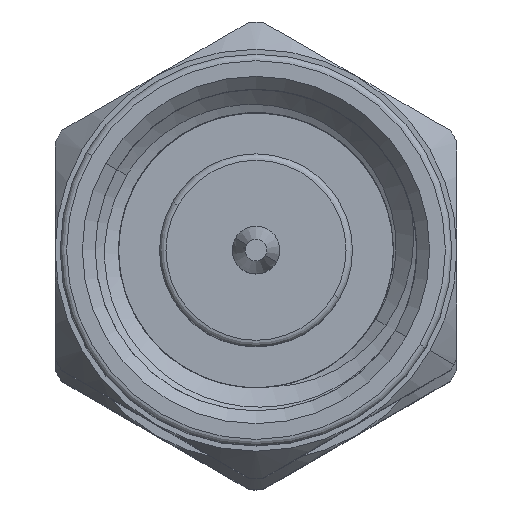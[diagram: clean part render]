
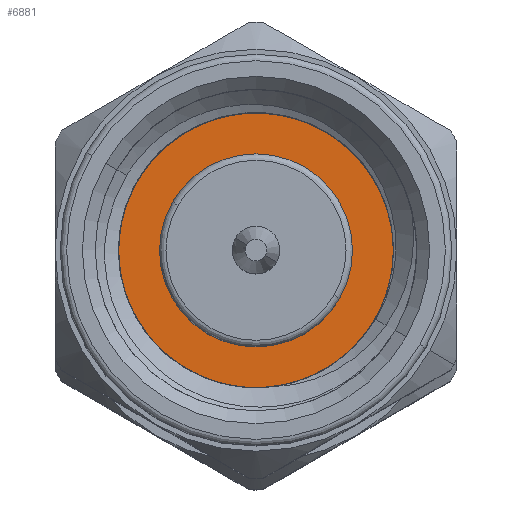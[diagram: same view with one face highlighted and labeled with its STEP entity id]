
A CAD part, top view. The second image highlights one B-rep face of the part: STEP entity #6881.
In plain terms, the highlighted face is planar.
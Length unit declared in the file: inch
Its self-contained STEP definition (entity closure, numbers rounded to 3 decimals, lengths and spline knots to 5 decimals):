
#136 = EDGE_CURVE ( 'NONE', #2342, #639, #5651, .T. ) ;
#222 = EDGE_CURVE ( 'NONE', #6603, #2342, #1985, .T. ) ;
#284 = DIRECTION ( 'NONE',  ( 0., 0., 1. ) ) ;
#419 = CARTESIAN_POINT ( 'NONE',  ( -0.65, -0.00989, 0.11642 ) ) ;
#457 = CARTESIAN_POINT ( 'NONE',  ( -0.65, -0.01961, -0.1123 ) ) ;
#575 = CARTESIAN_POINT ( 'NONE',  ( -0.65, 0.12221, -0.02625 ) ) ;
#639 = VERTEX_POINT ( 'NONE', #575 ) ;
#740 = ORIENTED_EDGE ( 'NONE', *, *, #222, .T. ) ;
#751 = CARTESIAN_POINT ( 'NONE',  ( -0.65, -0.1075, 0.00883 ) ) ;
#761 = VERTEX_POINT ( 'NONE', #4480 ) ;
#870 = CARTESIAN_POINT ( 'NONE',  ( -0.65, 0., 0. ) ) ;
#916 = CARTESIAN_POINT ( 'NONE',  ( -0.65, 0.04133, 0.11315 ) ) ;
#930 = CARTESIAN_POINT ( 'NONE',  ( -0.65, -0.00259, -0.11462 ) ) ;
#957 = ORIENTED_EDGE ( 'NONE', *, *, #4018, .F. ) ;
#1169 = CARTESIAN_POINT ( 'NONE',  ( -0.65, -0.0996, 0.04474 ) ) ;
#1242 = CARTESIAN_POINT ( 'NONE',  ( -0.65, -0.10457, 0.02246 ) ) ;
#1262 = VERTEX_POINT ( 'NONE', #2878 ) ;
#1311 = EDGE_CURVE ( 'NONE', #1262, #6603, #6500, .T. ) ;
#1326 = CARTESIAN_POINT ( 'NONE',  ( -0.65, -0.09761, -0.0459 ) ) ;
#1421 = CARTESIAN_POINT ( 'NONE',  ( -0.65, 0.09854, 0.07671 ) ) ;
#1480 = CARTESIAN_POINT ( 'NONE',  ( -0.65, -0.06074, -0.09266 ) ) ;
#1488 = CARTESIAN_POINT ( 'NONE',  ( -0.65, 0.01299, 0.11751 ) ) ;
#1667 = CARTESIAN_POINT ( 'NONE',  ( -0.65, -0.10298, 0.03389 ) ) ;
#1793 = EDGE_LOOP ( 'NONE', ( #6444, #3676, #5444, #740 ) ) ;
#1985 = B_SPLINE_CURVE_WITH_KNOTS ( 'NONE', 3,
 ( #3782, #1667, #1169, #4995, #3062, #5376, #2380, #2329, #2260, #6962, #4157, #419, #3631, #6921, #1488, #4185, #916, #6895, #4255, #5328, #1421, #3658 ),
 .UNSPECIFIED., .F., .F.,
 ( 4, 2, 2, 2, 2, 2, 2, 2, 2, 2, 4 ),
 ( 0., 0.00087, 0.00173, 0.0026, 0.00303, 0.00347, 0.0039, 0.00433, 0.0052, 0.00607, 0.00693 ),
 .UNSPECIFIED. ) ;
#2041 = CARTESIAN_POINT ( 'NONE',  ( -0.65, 0.04815, -0.10771 ) ) ;
#2066 = DIRECTION ( 'NONE',  ( -1., 0., 0. ) ) ;
#2168 = DIRECTION ( 'NONE',  ( 0., 0., 1. ) ) ;
#2171 = CARTESIAN_POINT ( 'NONE',  ( -0.65, -0.08453, -0.06777 ) ) ;
#2260 = CARTESIAN_POINT ( 'NONE',  ( -0.65, -0.03727, 0.10877 ) ) ;
#2299 = CARTESIAN_POINT ( 'NONE',  ( -0.65, 0., 0. ) ) ;
#2329 = CARTESIAN_POINT ( 'NONE',  ( -0.65, -0.04255, 0.10639 ) ) ;
#2342 = VERTEX_POINT ( 'NONE', #2813 ) ;
#2366 = CARTESIAN_POINT ( 'NONE',  ( -0.65, -0.10278, -0.03269 ) ) ;
#2380 = CARTESIAN_POINT ( 'NONE',  ( -0.65, -0.05761, 0.09816 ) ) ;
#2548 = CARTESIAN_POINT ( 'NONE',  ( -0.65, 0.10564, -0.06247 ) ) ;
#2572 = CARTESIAN_POINT ( 'NONE',  ( -0.65, 0., 0. ) ) ;
#2614 = CARTESIAN_POINT ( 'NONE',  ( -0.65, 0.0372, -0.11115 ) ) ;
#2646 = CARTESIAN_POINT ( 'NONE',  ( -0.65, 0., 0. ) ) ;
#2813 = CARTESIAN_POINT ( 'NONE',  ( -0.65, 0.10529, 0.06737 ) ) ;
#2857 = EDGE_CURVE ( 'NONE', #3088, #761, #5537, .T. ) ;
#2878 = CARTESIAN_POINT ( 'NONE',  ( -0.65, -0.09009, -0.05765 ) ) ;
#2931 = EDGE_CURVE ( 'NONE', #639, #1262, #6424, .T. ) ;
#3062 = CARTESIAN_POINT ( 'NONE',  ( -0.65, -0.08269, 0.07467 ) ) ;
#3088 = VERTEX_POINT ( 'NONE', #5042 ) ;
#3177 = CARTESIAN_POINT ( 'NONE',  ( -0.65, 0.07852, -0.09165 ) ) ;
#3201 = CARTESIAN_POINT ( 'NONE',  ( -0.65, -0.09009, -0.05765 ) ) ;
#3202 = DIRECTION ( 'NONE',  ( 0., 0., 1. ) ) ;
#3254 = FACE_BOUND ( 'NONE', #5603, .T. ) ;
#3474 = CARTESIAN_POINT ( 'NONE',  ( -0.65, -0.10773, -0.00531 ) ) ;
#3631 = CARTESIAN_POINT ( 'NONE',  ( -0.65, -0.00413, 0.11712 ) ) ;
#3658 = CARTESIAN_POINT ( 'NONE',  ( -0.65, 0.10529, 0.06737 ) ) ;
#3676 = ORIENTED_EDGE ( 'NONE', *, *, #2931, .T. ) ;
#3718 = CARTESIAN_POINT ( 'NONE',  ( -0.65, 0.01462, -0.11478 ) ) ;
#3782 = CARTESIAN_POINT ( 'NONE',  ( -0.65, -0.10457, 0.02246 ) ) ;
#4018 = EDGE_CURVE ( 'NONE', #761, #3088, #6878, .T. ) ;
#4157 = CARTESIAN_POINT ( 'NONE',  ( -0.65, -0.02107, 0.11419 ) ) ;
#4176 = CARTESIAN_POINT ( 'NONE',  ( -0.65, 0.10229, -0.06722 ) ) ;
#4185 = CARTESIAN_POINT ( 'NONE',  ( -0.65, 0.03001, 0.11588 ) ) ;
#4216 = CARTESIAN_POINT ( 'NONE',  ( -0.65, 0.05344, -0.10561 ) ) ;
#4240 = DIRECTION ( 'NONE',  ( 0., 0., 1. ) ) ;
#4255 = CARTESIAN_POINT ( 'NONE',  ( -0.65, 0.07257, 0.09896 ) ) ;
#4268 = CARTESIAN_POINT ( 'NONE',  ( -0.65, -0.05135, -0.0991 ) ) ;
#4299 = AXIS2_PLACEMENT_3D ( 'NONE', #870, #5227, #284 ) ;
#4406 = CARTESIAN_POINT ( 'NONE',  ( -0.65, -0.07748, -0.07686 ) ) ;
#4480 = CARTESIAN_POINT ( 'NONE',  ( -0.65, 0., 0.075 ) ) ;
#4574 = CARTESIAN_POINT ( 'NONE',  ( -0.65, -0.10457, 0.02246 ) ) ;
#4665 = ORIENTED_EDGE ( 'NONE', *, *, #2857, .F. ) ;
#4750 = CARTESIAN_POINT ( 'NONE',  ( -0.65, 0.11909, -0.03736 ) ) ;
#4800 = CARTESIAN_POINT ( 'NONE',  ( -0.65, 0.11454, -0.0478 ) ) ;
#4995 = CARTESIAN_POINT ( 'NONE',  ( -0.65, -0.08929, 0.06534 ) ) ;
#5042 = CARTESIAN_POINT ( 'NONE',  ( -0.65, 0., -0.075 ) ) ;
#5159 = PLANE ( 'NONE',  #4299 ) ;
#5227 = DIRECTION ( 'NONE',  ( -1., 0., 0. ) ) ;
#5291 = CARTESIAN_POINT ( 'NONE',  ( -0.65, -0.03052, -0.10905 ) ) ;
#5317 = CARTESIAN_POINT ( 'NONE',  ( -0.65, 0.09504, -0.07605 ) ) ;
#5328 = CARTESIAN_POINT ( 'NONE',  ( -0.65, 0.09053, 0.08498 ) ) ;
#5339 = CARTESIAN_POINT ( 'NONE',  ( -0.65, 0.12221, -0.02625 ) ) ;
#5367 = CARTESIAN_POINT ( 'NONE',  ( -0.65, 0.00321, -0.11494 ) ) ;
#5376 = CARTESIAN_POINT ( 'NONE',  ( -0.65, -0.06672, 0.09122 ) ) ;
#5444 = ORIENTED_EDGE ( 'NONE', *, *, #1311, .T. ) ;
#5537 = CIRCLE ( 'NONE', #6887, 0.075 ) ;
#5603 = EDGE_LOOP ( 'NONE', ( #4665, #957 ) ) ;
#5651 = CIRCLE ( 'NONE', #6597, 0.125 ) ;
#5674 = AXIS2_PLACEMENT_3D ( 'NONE', #2646, #5940, #3202 ) ;
#5719 = FACE_OUTER_BOUND ( 'NONE', #1793, .T. ) ;
#5892 = CARTESIAN_POINT ( 'NONE',  ( -0.65, 0.09112, -0.08017 ) ) ;
#5940 = DIRECTION ( 'NONE',  ( -1., 0., 0. ) ) ;
#6124 = DIRECTION ( 'NONE',  ( -1., 0., 0. ) ) ;
#6359 = CARTESIAN_POINT ( 'NONE',  ( -0.65, 0.06883, -0.09819 ) ) ;
#6424 = B_SPLINE_CURVE_WITH_KNOTS ( 'NONE', 3,
 ( #5339, #4750, #4800, #2548, #4176, #5317, #5892, #3177, #6359, #4216, #2041, #2614, #6906, #6980, #3718, #5367, #930, #457, #5291, #4268, #1480, #4406, #2171, #3201 ),
 .UNSPECIFIED., .F., .F.,
 ( 4, 2, 2, 2, 2, 2, 2, 2, 2, 2, 2, 4 ),
 ( 0., 0.00087, 0.0013, 0.00173, 0.0026, 0.00304, 0.00347, 0.0039, 0.00434, 0.0052, 0.00607, 0.00694 ),
 .UNSPECIFIED. ) ;
#6444 = ORIENTED_EDGE ( 'NONE', *, *, #136, .T. ) ;
#6500 = B_SPLINE_CURVE_WITH_KNOTS ( 'NONE', 3,
 ( #6703, #1326, #2366, #3474, #751, #4574 ),
 .UNSPECIFIED., .F., .F.,
 ( 4, 2, 4 ),
 ( 0., 0.00106, 0.00212 ),
 .UNSPECIFIED. ) ;
#6597 = AXIS2_PLACEMENT_3D ( 'NONE', #2299, #6124, #2168 ) ;
#6603 = VERTEX_POINT ( 'NONE', #1242 ) ;
#6703 = CARTESIAN_POINT ( 'NONE',  ( -0.65, -0.09009, -0.05765 ) ) ;
#6878 = CIRCLE ( 'NONE', #5674, 0.075 ) ;
#6881 = ADVANCED_FACE ( 'NONE', ( #5719, #3254 ), #5159, .T. ) ;
#6887 = AXIS2_PLACEMENT_3D ( 'NONE', #2572, #2066, #4240 ) ;
#6895 = CARTESIAN_POINT ( 'NONE',  ( -0.65, 0.06246, 0.10475 ) ) ;
#6906 = CARTESIAN_POINT ( 'NONE',  ( -0.65, 0.03156, -0.11247 ) ) ;
#6921 = CARTESIAN_POINT ( 'NONE',  ( -0.65, 0.0073, 0.11765 ) ) ;
#6962 = CARTESIAN_POINT ( 'NONE',  ( -0.65, -0.02655, 0.11266 ) ) ;
#6980 = CARTESIAN_POINT ( 'NONE',  ( -0.65, 0.02029, -0.11428 ) ) ;
